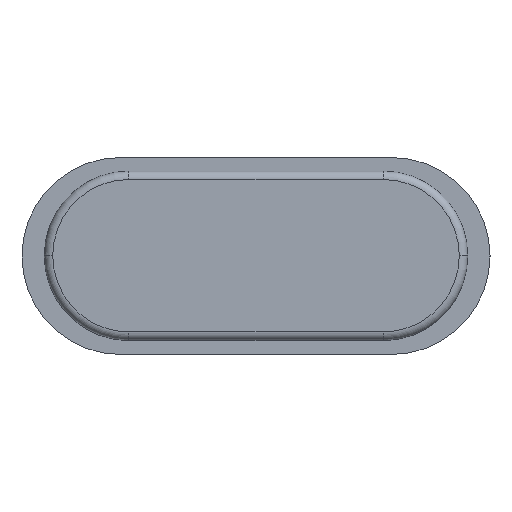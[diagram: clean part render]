
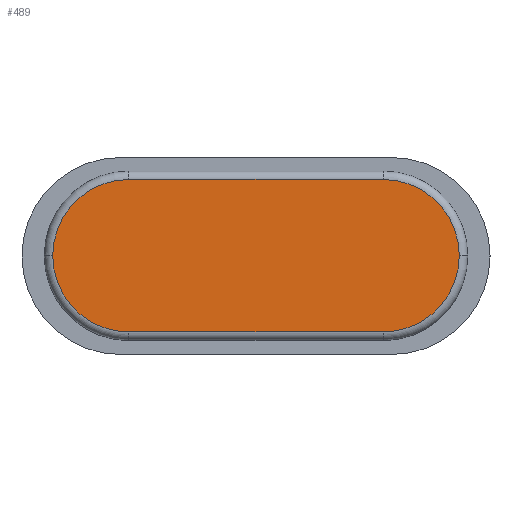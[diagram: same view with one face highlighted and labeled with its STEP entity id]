
A CAD part, top view. The second image highlights one B-rep face of the part: STEP entity #489.
In plain terms, the highlighted planar face has unit normal (0, 0, 1).
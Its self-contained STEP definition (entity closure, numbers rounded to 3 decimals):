
#12=DIRECTION('',(0.,0.,1.));
#32=VECTOR('',#33,1.);
#33=DIRECTION('',(1.,0.,0.));
#103=VECTOR('',#104,1.);
#104=DIRECTION('',(-1.,0.,0.));
#176=DIRECTION('',(0.,0.,-1.));
#279=DIRECTION('',(0.,0.,-1.));
#280=DIRECTION('',(1.,0.,0.));
#296=DIRECTION('',(0.,1.,0.));
#324=DIRECTION('',(-1.,0.,0.));
#338=DIRECTION('',(0.,-1.,0.));
#375=VERTEX_POINT('',#376);
#376=CARTESIAN_POINT('',(5.44,-1.8,4.1));
#383=EDGE_CURVE('',#375,#384,#386,.T.);
#384=VERTEX_POINT('',#385);
#385=CARTESIAN_POINT('',(-0.56,-1.8,4.1));
#386=LINE('',#376,#103);
#400=VERTEX_POINT('',#401);
#401=CARTESIAN_POINT('',(7.24,0.,4.1));
#408=ORIENTED_EDGE('',*,*,#409,.F.);
#409=EDGE_CURVE('',#400,#375,#410,.T.);
#410=CIRCLE('',#411,1.8);
#411=AXIS2_PLACEMENT_3D('',#412,#279,#280);
#412=CARTESIAN_POINT('',(5.44,0.,4.1));
#420=VERTEX_POINT('',#421);
#421=CARTESIAN_POINT('',(5.44,1.8,4.1));
#427=ORIENTED_EDGE('',*,*,#428,.F.);
#428=EDGE_CURVE('',#420,#400,#429,.T.);
#429=CIRCLE('',#430,1.8);
#430=AXIS2_PLACEMENT_3D('',#412,#176,#296);
#438=VERTEX_POINT('',#439);
#439=CARTESIAN_POINT('',(-0.56,1.8,4.1));
#444=EDGE_CURVE('',#438,#420,#445,.T.);
#445=LINE('',#439,#32);
#453=VERTEX_POINT('',#454);
#454=CARTESIAN_POINT('',(-2.36,0.,4.1));
#461=ORIENTED_EDGE('',*,*,#462,.F.);
#462=EDGE_CURVE('',#453,#438,#463,.T.);
#463=CIRCLE('',#464,1.8);
#464=AXIS2_PLACEMENT_3D('',#465,#176,#324);
#465=CARTESIAN_POINT('',(-0.56,0.,4.1));
#473=ORIENTED_EDGE('',*,*,#474,.F.);
#474=EDGE_CURVE('',#384,#453,#475,.T.);
#475=CIRCLE('',#476,1.8);
#476=AXIS2_PLACEMENT_3D('',#465,#279,#338);
#489=ADVANCED_FACE('',(#490),#494,.T.);
#490=FACE_BOUND('',#491,.T.);
#491=EDGE_LOOP('',(#492,#461,#473,#493,#408,#427));
#492=ORIENTED_EDGE('',*,*,#444,.F.);
#493=ORIENTED_EDGE('',*,*,#383,.F.);
#494=PLANE('',#495);
#495=AXIS2_PLACEMENT_3D('',#496,#12,#33);
#496=CARTESIAN_POINT('',(-0.56,2.,4.1));
